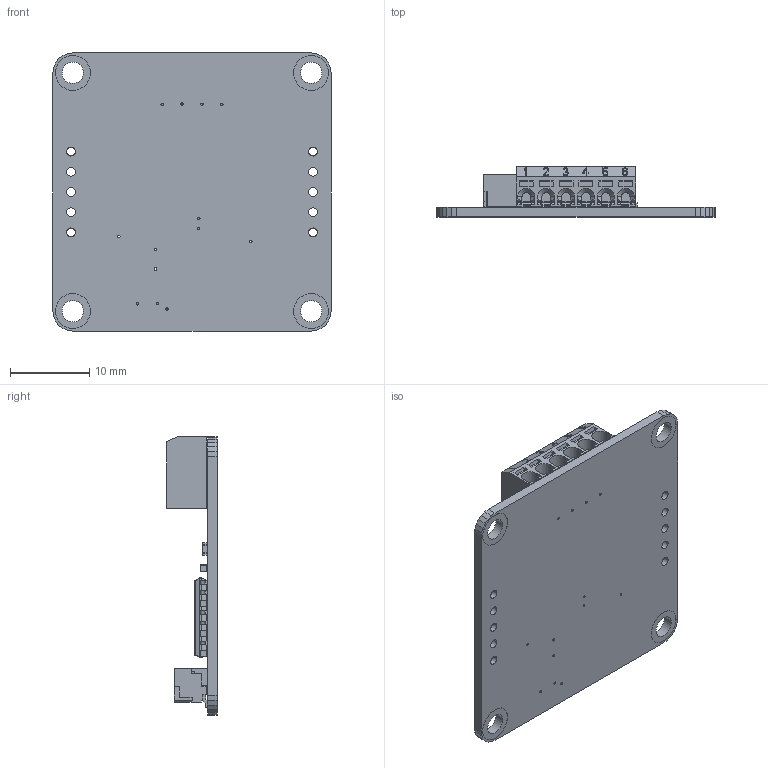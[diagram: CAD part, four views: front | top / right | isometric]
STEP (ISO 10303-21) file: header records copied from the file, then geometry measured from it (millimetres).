
FILE_DESCRIPTION (( 'STEP AP214' ), '1' );
FILE_NAME ('NSE-1132-1.step', '2020-11-24T22:23:25', ( '' ), ( '' ), 'SwSTEP 2.0', 'SolidWorks 2016', '' );
FILE_SCHEMA (( 'AUTOMOTIVE_DESIGN' ));
Length unit declared in the file: millimetre
Products named in the file (8): res_0603; Module^NSE-1132-1; NSE-1132-1; cap_0603; CON-1012-8; sop-16_6.6x1.27; Board_NSE-1132-1; AVX-00-9276-006
Assembly tree (15 placements, depth 3):
  NSE-1132-1
    Module^NSE-1132-1
      Board_NSE-1132-1
      cap_0603  x5
      AVX-00-9276-006
      CON-1012-8
      res_0603  x5
      sop-16_6.6x1.27
Bounding box: 35 x 6.33 x 35 mm (x, y, z)
Volume: 2237.3 mm3; surface area: 3998.6 mm2
Topology: 30 solids, 30 shells, 1680 faces, 4480 edges, 2901 vertices
Faces by surface type: plane 1419, cylinder 176, bspline 56, cone 29
Entity records: 48640 total; most frequent: CARTESIAN_POINT 9692, ORIENTED_EDGE 7314, DIRECTION 6355, EDGE_CURVE 3657, LINE 3149, VECTOR 3149, VERTEX_POINT 2405, AXIS2_PLACEMENT_3D 1603
